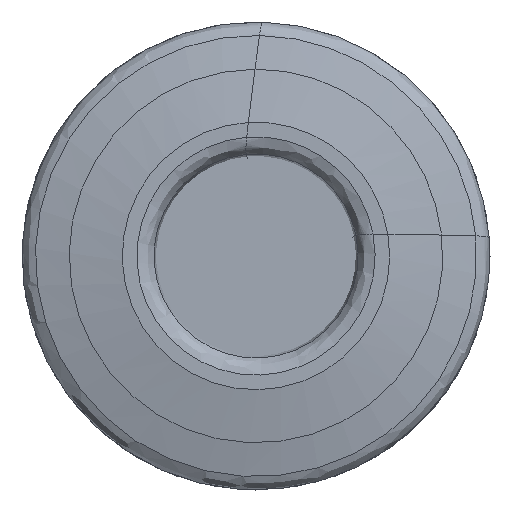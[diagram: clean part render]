
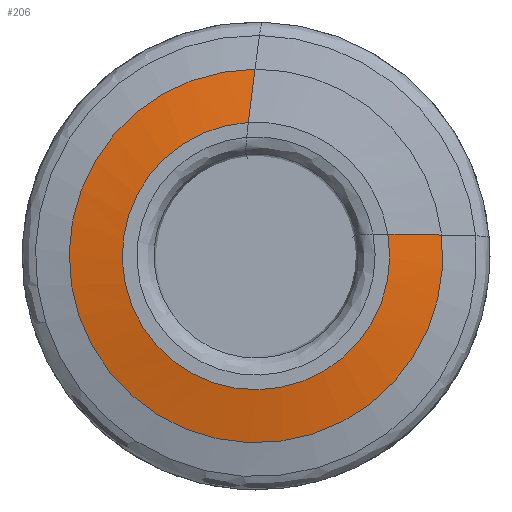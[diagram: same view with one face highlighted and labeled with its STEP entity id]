
A CAD part, left-side view. The second image highlights one B-rep face of the part: STEP entity #206.
In plain terms, the highlighted free-form (B-spline) face has degree [1, 3] with [2, 7] control points.
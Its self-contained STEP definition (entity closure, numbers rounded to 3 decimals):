
#40=(
BOUNDED_SURFACE()
B_SPLINE_SURFACE(1,3,((#1211,#1212,#1213,#1214,#1215,#1216,#1217),(#1218,
#1219,#1220,#1221,#1222,#1223,#1224)),.UNSPECIFIED.,.F.,.F.,.F.)
B_SPLINE_SURFACE_WITH_KNOTS((2,2),(4,3,4),(0.,1.),(0.,0.5,1.),
 .UNSPECIFIED.)
GEOMETRIC_REPRESENTATION_ITEM()
RATIONAL_B_SPLINE_SURFACE(((1.,0.572,0.572,1.,0.572,
0.572,1.),(1.,0.572,0.572,1.,0.572,
0.572,1.)))
REPRESENTATION_ITEM('')
SURFACE()
);
#72=LINE('',#1209,#96);
#73=LINE('',#1210,#97);
#96=VECTOR('',#862,1.);
#97=VECTOR('',#863,1.);
#145=FACE_OUTER_BOUND('',#309,.T.);
#206=ADVANCED_FACE('',(#145),#40,.F.);
#309=EDGE_LOOP('',(#400,#401,#402,#403));
#400=ORIENTED_EDGE('',*,*,#583,.F.);
#401=ORIENTED_EDGE('',*,*,#584,.T.);
#402=ORIENTED_EDGE('',*,*,#580,.T.);
#403=ORIENTED_EDGE('',*,*,#585,.T.);
#524=VERTEX_POINT('',#1201);
#525=VERTEX_POINT('',#1202);
#526=VERTEX_POINT('',#1207);
#527=VERTEX_POINT('',#1208);
#580=EDGE_CURVE('',#524,#525,#650,.T.);
#583=EDGE_CURVE('',#526,#527,#651,.T.);
#584=EDGE_CURVE('',#526,#524,#72,.T.);
#585=EDGE_CURVE('',#525,#527,#73,.T.);
#650=CIRCLE('',#721,9.144);
#651=CIRCLE('',#723,12.772);
#721=AXIS2_PLACEMENT_3D('',#1200,#854,#855);
#723=AXIS2_PLACEMENT_3D('',#1206,#860,#861);
#854=DIRECTION('',(1.,0.,0.));
#855=DIRECTION('',(0.,-0.986,0.164));
#860=DIRECTION('',(1.,0.,0.));
#861=DIRECTION('',(0.,-0.994,0.112));
#862=DIRECTION('',(-0.173,0.985,0.018));
#863=DIRECTION('',(0.173,-0.123,0.977));
#1200=CARTESIAN_POINT('',(0.,0.,0.));
#1201=CARTESIAN_POINT('',(0.,-9.02,1.5));
#1202=CARTESIAN_POINT('',(0.,0.528,9.128));
#1206=CARTESIAN_POINT('',(0.644,0.,0.));
#1207=CARTESIAN_POINT('',(0.644,-12.691,1.432));
#1208=CARTESIAN_POINT('',(0.644,0.069,12.772));
#1209=CARTESIAN_POINT('',(0.,-9.02,1.5));
#1210=CARTESIAN_POINT('',(0.,0.528,9.128));
#1211=CARTESIAN_POINT('',(0.,-9.02,1.5));
#1212=CARTESIAN_POINT('',(0.,-10.653,-8.318));
#1213=CARTESIAN_POINT('',(0.,-2.069,-13.356));
#1214=CARTESIAN_POINT('',(0.,5.707,-7.144));
#1215=CARTESIAN_POINT('',(0.,13.483,-0.931));
#1216=CARTESIAN_POINT('',(0.,10.465,8.553));
#1217=CARTESIAN_POINT('',(0.,0.528,9.128));
#1218=CARTESIAN_POINT('',(0.644,-12.691,1.432));
#1219=CARTESIAN_POINT('',(0.644,-14.25,-12.383));
#1220=CARTESIAN_POINT('',(0.644,-1.908,-18.782));
#1221=CARTESIAN_POINT('',(0.644,8.484,-9.547));
#1222=CARTESIAN_POINT('',(0.644,18.876,-0.312));
#1223=CARTESIAN_POINT('',(0.644,13.971,12.697));
#1224=CARTESIAN_POINT('',(0.644,0.069,12.772));
